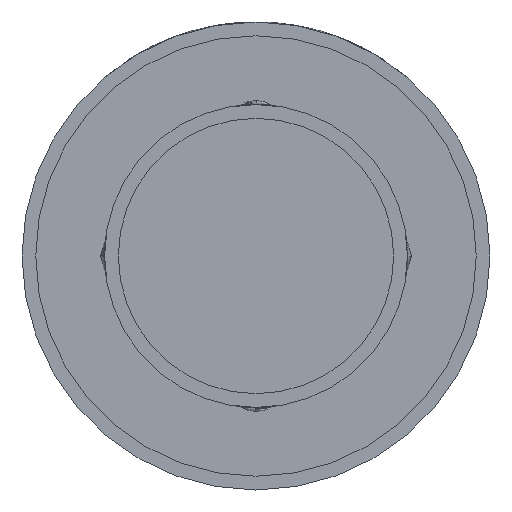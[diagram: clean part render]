
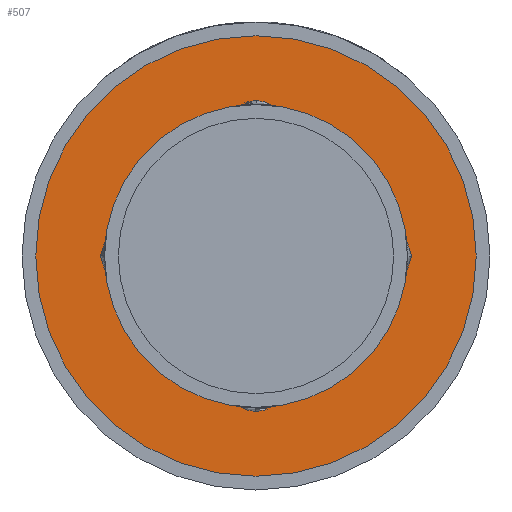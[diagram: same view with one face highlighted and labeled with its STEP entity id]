
A CAD part, front view. The second image highlights one B-rep face of the part: STEP entity #507.
In plain terms, the highlighted planar face has unit normal (0, -1, 0).
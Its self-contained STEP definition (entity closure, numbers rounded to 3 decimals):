
#73 = EDGE_CURVE ( 'NONE', #739, #1587, #2924, .T. ) ;
#115 = DIRECTION ( 'NONE',  ( 0., -1., 0. ) ) ;
#120 = DIRECTION ( 'NONE',  ( 0., 0., 1. ) ) ;
#244 = EDGE_LOOP ( 'NONE', ( #4322, #2664 ) ) ;
#263 = CIRCLE ( 'NONE', #2904, 4. ) ;
#326 = ORIENTED_EDGE ( 'NONE', *, *, #1273, .F. ) ;
#341 = DIRECTION ( 'NONE',  ( 0., 1., 0. ) ) ;
#507 = ADVANCED_FACE ( 'NONE', ( #3310, #1368 ), #1383, .F. ) ;
#609 = AXIS2_PLACEMENT_3D ( 'NONE', #3861, #1797, #3525 ) ;
#739 = VERTEX_POINT ( 'NONE', #1832 ) ;
#749 = DIRECTION ( 'NONE',  ( 0., 0., 1. ) ) ;
#1023 = CARTESIAN_POINT ( 'NONE',  ( 0., -15.5, 0. ) ) ;
#1161 = CARTESIAN_POINT ( 'NONE',  ( 0., -15.5, 0. ) ) ;
#1273 = EDGE_CURVE ( 'NONE', #3262, #1796, #263, .T. ) ;
#1332 = DIRECTION ( 'NONE',  ( 0., -1., 0. ) ) ;
#1368 = FACE_OUTER_BOUND ( 'NONE', #2350, .T. ) ;
#1383 = PLANE ( 'NONE',  #2307 ) ;
#1587 = VERTEX_POINT ( 'NONE', #3625 ) ;
#1592 = CIRCLE ( 'NONE', #609, 4. ) ;
#1705 = CIRCLE ( 'NONE', #2841, 2.75 ) ;
#1796 = VERTEX_POINT ( 'NONE', #1989 ) ;
#1797 = DIRECTION ( 'NONE',  ( 0., 1., 0. ) ) ;
#1832 = CARTESIAN_POINT ( 'NONE',  ( 0., -15.5, -2.75 ) ) ;
#1989 = CARTESIAN_POINT ( 'NONE',  ( 0., -15.5, -4. ) ) ;
#2044 = DIRECTION ( 'NONE',  ( 0., 0., 1. ) ) ;
#2229 = ORIENTED_EDGE ( 'NONE', *, *, #4190, .F. ) ;
#2307 = AXIS2_PLACEMENT_3D ( 'NONE', #3074, #341, #2044 ) ;
#2350 = EDGE_LOOP ( 'NONE', ( #326, #2229 ) ) ;
#2664 = ORIENTED_EDGE ( 'NONE', *, *, #73, .F. ) ;
#2841 = AXIS2_PLACEMENT_3D ( 'NONE', #1023, #1332, #3729 ) ;
#2847 = DIRECTION ( 'NONE',  ( 0., 1., 0. ) ) ;
#2904 = AXIS2_PLACEMENT_3D ( 'NONE', #1161, #2847, #120 ) ;
#2924 = CIRCLE ( 'NONE', #2998, 2.75 ) ;
#2998 = AXIS2_PLACEMENT_3D ( 'NONE', #4149, #115, #749 ) ;
#3074 = CARTESIAN_POINT ( 'NONE',  ( 2.75, -15.5, 0. ) ) ;
#3262 = VERTEX_POINT ( 'NONE', #4034 ) ;
#3310 = FACE_BOUND ( 'NONE', #244, .T. ) ;
#3525 = DIRECTION ( 'NONE',  ( 0., 0., 1. ) ) ;
#3625 = CARTESIAN_POINT ( 'NONE',  ( 0., -15.5, 2.75 ) ) ;
#3729 = DIRECTION ( 'NONE',  ( 0., 0., 1. ) ) ;
#3861 = CARTESIAN_POINT ( 'NONE',  ( 0., -15.5, 0. ) ) ;
#4034 = CARTESIAN_POINT ( 'NONE',  ( 0., -15.5, 4. ) ) ;
#4149 = CARTESIAN_POINT ( 'NONE',  ( 0., -15.5, 0. ) ) ;
#4190 = EDGE_CURVE ( 'NONE', #1796, #3262, #1592, .T. ) ;
#4316 = EDGE_CURVE ( 'NONE', #1587, #739, #1705, .T. ) ;
#4322 = ORIENTED_EDGE ( 'NONE', *, *, #4316, .F. ) ;
